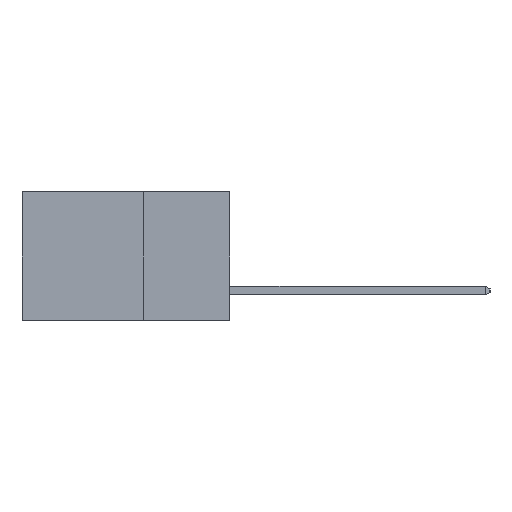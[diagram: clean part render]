
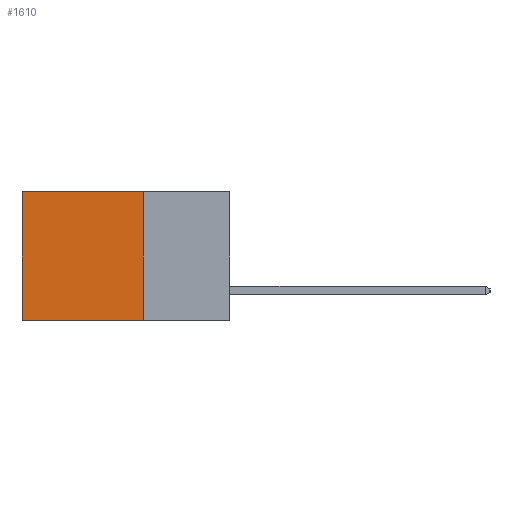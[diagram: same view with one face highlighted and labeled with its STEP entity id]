
A CAD part, left-side view. The second image highlights one B-rep face of the part: STEP entity #1610.
In plain terms, the highlighted planar face has unit normal (-1, 0, 0).
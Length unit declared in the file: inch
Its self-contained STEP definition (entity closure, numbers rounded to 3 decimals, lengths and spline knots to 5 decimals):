
#67 = LINE ( 'NONE', #23858, #25242 ) ;
#323 = DIRECTION ( 'NONE',  ( 0., 0., -1. ) ) ;
#1610 = ADVANCED_FACE ( 'NONE', ( #23906 ), #6079, .F. ) ;
#2218 = DIRECTION ( 'NONE',  ( 0., 0., -1. ) ) ;
#2295 = CARTESIAN_POINT ( 'NONE',  ( 0.2615, 0.6, -0.37 ) ) ;
#2370 = VECTOR ( 'NONE', #323, 39.37008 ) ;
#2898 = EDGE_CURVE ( 'NONE', #13165, #7032, #7755, .T. ) ;
#3459 = ORIENTED_EDGE ( 'NONE', *, *, #10678, .T. ) ;
#3559 = CARTESIAN_POINT ( 'NONE',  ( 0.2615, 0.6, -0.37 ) ) ;
#4112 = ORIENTED_EDGE ( 'NONE', *, *, #2898, .F. ) ;
#5025 = CARTESIAN_POINT ( 'NONE',  ( 0.2615, 0.25, 0. ) ) ;
#5434 = DIRECTION ( 'NONE',  ( 1., 0., 0. ) ) ;
#5456 = DIRECTION ( 'NONE',  ( 0., 0., -1. ) ) ;
#6079 = PLANE ( 'NONE',  #13341 ) ;
#6182 = CARTESIAN_POINT ( 'NONE',  ( 0.2615, 0.25, 0. ) ) ;
#6224 = EDGE_CURVE ( 'NONE', #13165, #12168, #8007, .T. ) ;
#6898 = DIRECTION ( 'NONE',  ( 0., 1., 0. ) ) ;
#7032 = VERTEX_POINT ( 'NONE', #8386 ) ;
#7363 = VECTOR ( 'NONE', #6898, 39.37008 ) ;
#7444 = EDGE_CURVE ( 'NONE', #7032, #18601, #67, .T. ) ;
#7755 = LINE ( 'NONE', #20438, #2370 ) ;
#8007 = LINE ( 'NONE', #6182, #7363 ) ;
#8386 = CARTESIAN_POINT ( 'NONE',  ( 0.2615, 0.25, -0.37 ) ) ;
#9088 = LINE ( 'NONE', #2295, #13856 ) ;
#9469 = CARTESIAN_POINT ( 'NONE',  ( 0.2615, 0.25, -0.37 ) ) ;
#10678 = EDGE_CURVE ( 'NONE', #12168, #18601, #9088, .T. ) ;
#12168 = VERTEX_POINT ( 'NONE', #17398 ) ;
#12769 = EDGE_LOOP ( 'NONE', ( #3459, #17539, #4112, #17040 ) ) ;
#13165 = VERTEX_POINT ( 'NONE', #5025 ) ;
#13341 = AXIS2_PLACEMENT_3D ( 'NONE', #9469, #5434, #5456 ) ;
#13856 = VECTOR ( 'NONE', #2218, 39.37008 ) ;
#17040 = ORIENTED_EDGE ( 'NONE', *, *, #6224, .T. ) ;
#17398 = CARTESIAN_POINT ( 'NONE',  ( 0.2615, 0.6, 0. ) ) ;
#17539 = ORIENTED_EDGE ( 'NONE', *, *, #7444, .F. ) ;
#18601 = VERTEX_POINT ( 'NONE', #3559 ) ;
#20438 = CARTESIAN_POINT ( 'NONE',  ( 0.2615, 0.25, -0.37 ) ) ;
#23858 = CARTESIAN_POINT ( 'NONE',  ( 0.2615, 0.25, -0.37 ) ) ;
#23906 = FACE_OUTER_BOUND ( 'NONE', #12769, .T. ) ;
#23948 = DIRECTION ( 'NONE',  ( 0., 1., 0. ) ) ;
#25242 = VECTOR ( 'NONE', #23948, 39.37008 ) ;
